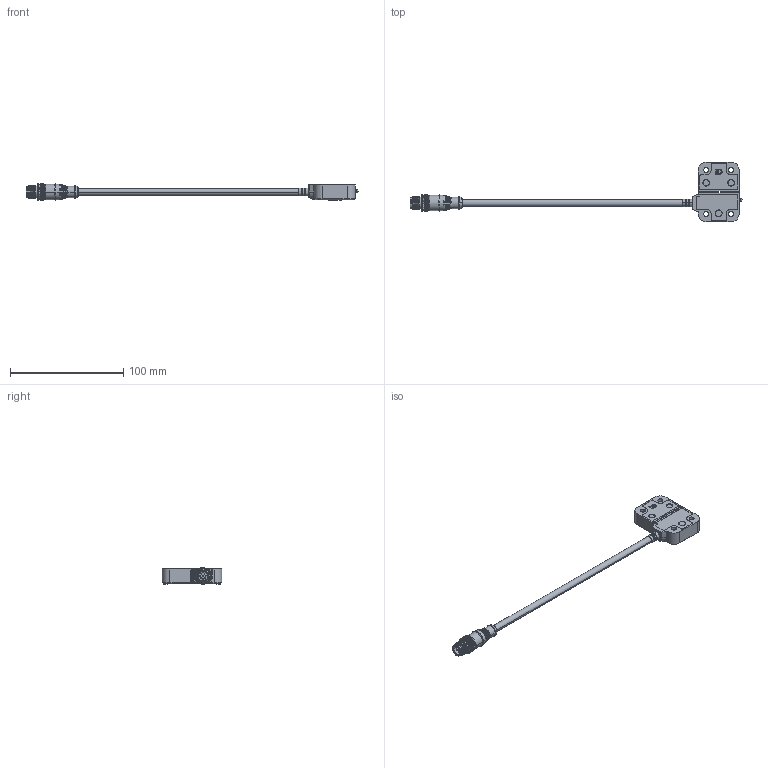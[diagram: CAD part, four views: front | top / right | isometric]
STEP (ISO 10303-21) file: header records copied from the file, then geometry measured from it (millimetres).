
FILE_DESCRIPTION (( 'STEP AP214' ), '1' );
FILE_NAME ('MPC-114116.step', '2017-09-27T14:15:36', ( '' ), ( '' ), 'SwSTEP 2.0', 'SolidWorks 2017', '' );
FILE_SCHEMA (( 'AUTOMOTIVE_DESIGN' ));
Length unit declared in the file: inch
Products named in the file (3): MPC-114116_1; MPC-114116; MPC-114116_2
Assembly tree (2 placements, depth 2):
  MPC-114116
    MPC-114116_1
    MPC-114116_2
Bounding box: 293.6 x 53 x 14.69 mm (x, y, z)
Volume: 23715.7 mm3; surface area: 23965.7 mm2
Topology: 11 solids, 11 shells, 1427 faces, 3694 edges, 2324 vertices
Faces by surface type: plane 610, cylinder 460, bspline 278, cone 79
Entity records: 51832 total; most frequent: CARTESIAN_POINT 18715, ORIENTED_EDGE 7292, DIRECTION 6325, EDGE_CURVE 3646, VERTEX_POINT 2324, AXIS2_PLACEMENT_3D 2247, VECTOR 1831, LINE 1831
